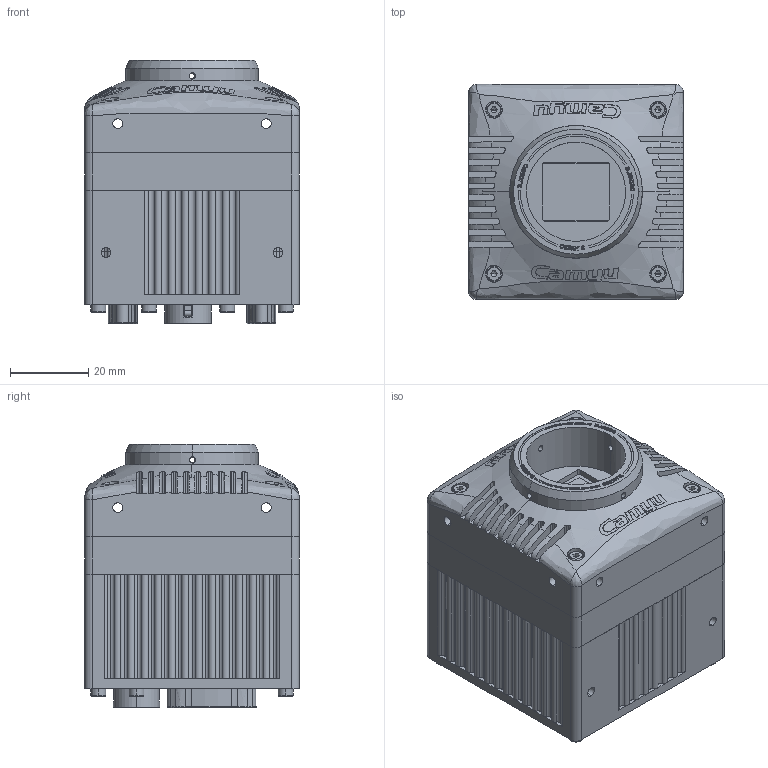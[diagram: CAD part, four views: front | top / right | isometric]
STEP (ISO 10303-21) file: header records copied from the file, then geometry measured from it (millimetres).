
FILE_DESCRIPTION (( 'STEP AP214' ), '1' );
FILE_NAME ('AHA-CL-Íâ·¢´øcmos.STEP', '2023-06-19T09:27:16', ( '' ), ( '' ), 'SwSTEP 2.0', 'SolidWorks 2019', '' );
FILE_SCHEMA (( 'AUTOMOTIVE_DESIGN' ));
Length unit declared in the file: millimetre
Products named in the file (1): AHA-CL-俋楷湍cmos
Bounding box: 55 x 55 x 67.4 mm (x, y, z)
Surface area: 28261.6 mm2 (no closed solid volume)
Topology: 0 solids, 53 shells, 1149 faces, 4162 edges, 2997 vertices
Faces by surface type: plane 531, cylinder 308, bspline 226, torus 62, cone 20, sphere 2
Entity records: 78518 total; most frequent: CARTESIAN_POINT 33687, ORIENTED_EDGE 6499, DIRECTION 5660, EDGE_CURVE 4142, VERTEX_POINT 2995, LINE 2078, VECTOR 2078, AXIS2_PLACEMENT_3D 1791
